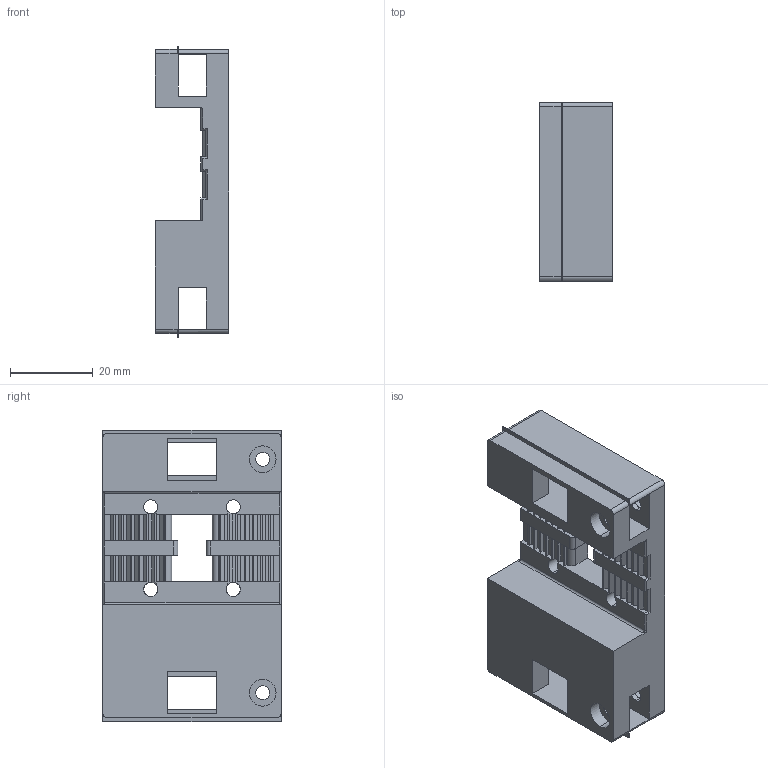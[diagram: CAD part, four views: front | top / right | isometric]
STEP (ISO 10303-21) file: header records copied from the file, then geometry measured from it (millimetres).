
FILE_DESCRIPTION (( 'STEP AP203' ), '1' );
FILE_NAME ('x_carriage_frame.STEP', '2024-06-30T13:06:58', ( '' ), ( '' ), 'SwSTEP 2.0', 'SolidWorks 2023', '' );
FILE_SCHEMA (( 'CONFIG_CONTROL_DESIGN' ));
Length unit declared in the file: millimetre
Products named in the file (1): x_carriage_frame
Bounding box: 17.7 x 43.2 x 70.6 mm (x, y, z)
Volume: 27984.8 mm3; surface area: 14507.2 mm2
Topology: 1 solids, 1 shells, 441 faces, 1220 edges, 778 vertices
Faces by surface type: plane 349, cylinder 76, cone 16
Entity records: 14042 total; most frequent: CARTESIAN_POINT 2481, ORIENTED_EDGE 2440, DIRECTION 2339, EDGE_CURVE 1220, LINE 967, VECTOR 967, VERTEX_POINT 778, AXIS2_PLACEMENT_3D 686
